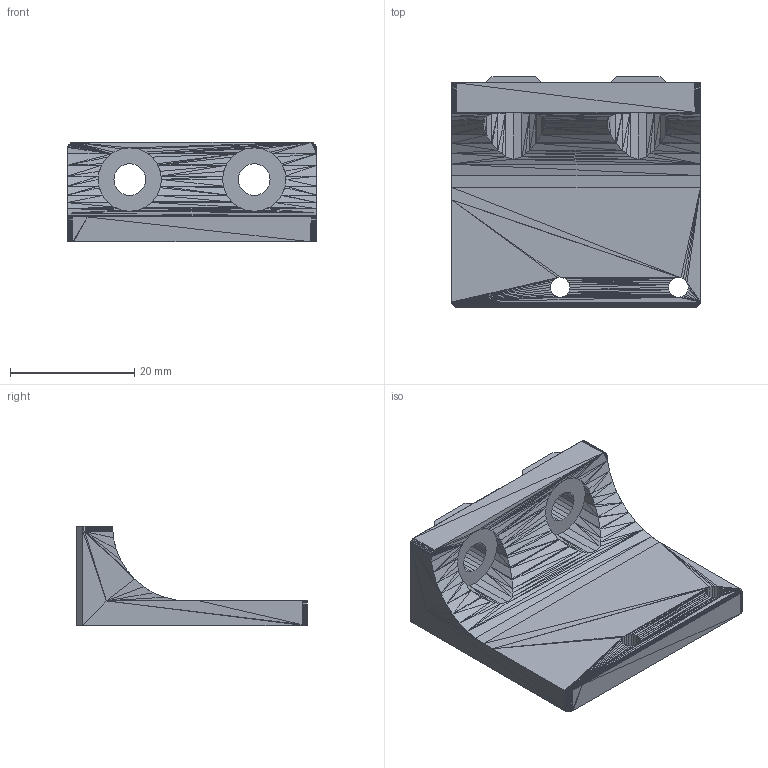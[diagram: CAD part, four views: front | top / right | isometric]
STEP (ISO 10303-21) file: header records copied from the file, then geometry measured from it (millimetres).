
FILE_DESCRIPTION(/* description */ (''),/* implementation_level */ '2;1');
FILE_NAME(/* name */ '1-EndstopY_Bracket.stp',/* time_stamp */ '2017-03-23T13:04:14-04:00',/* author */ ('Tiktiki'),/* organization */ (''),/* preprocessor_version */ 'ST-DEVELOPER v16.1',/* originating_system */ 'Autodesk Inventor 2016',/* authorisation */ '');
FILE_SCHEMA (('AUTOMOTIVE_DESIGN { 1 0 10303 214 3 1 1 }'));
Length unit declared in the file: millimetre
Products named in the file (1): 1-EndstopY_Bracket
Bounding box: 40 x 37.04 x 16 mm (x, y, z)
Volume: 8832.9 mm3; surface area: 4819.6 mm2
Topology: 1 solids, 1 shells, 556 faces, 1042 edges, 485 vertices
Faces by surface type: plane 556
Entity records: 12754 total; most frequent: DIRECTION 2156, ORIENTED_EDGE 2084, CARTESIAN_POINT 2084, LINE 1042, VECTOR 1042, EDGE_CURVE 1042, EDGE_LOOP 561, AXIS2_PLACEMENT_3D 557
